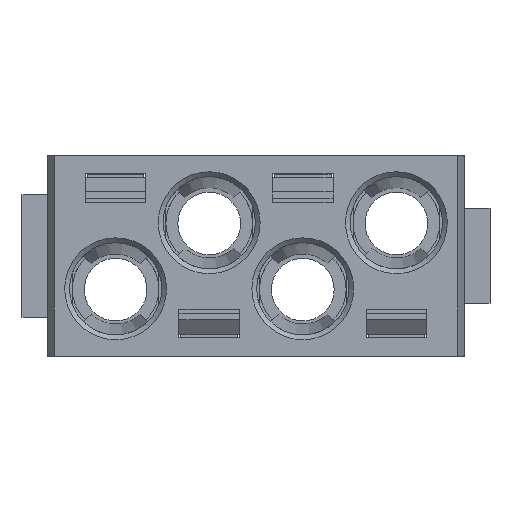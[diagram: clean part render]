
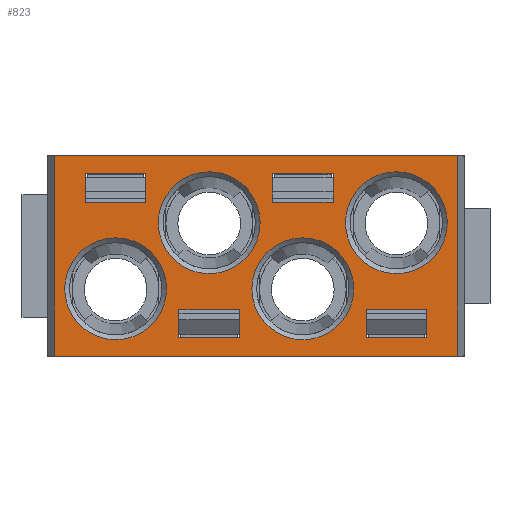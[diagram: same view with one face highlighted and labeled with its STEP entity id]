
A CAD part, top view. The second image highlights one B-rep face of the part: STEP entity #823.
In plain terms, the highlighted planar face has unit normal (0, 0, 1).
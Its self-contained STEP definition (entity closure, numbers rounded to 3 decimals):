
#216=FACE_BOUND('',#1862,.T.);
#217=FACE_BOUND('',#1863,.T.);
#218=FACE_BOUND('',#1864,.T.);
#219=FACE_BOUND('',#1865,.T.);
#220=FACE_BOUND('',#1866,.T.);
#221=FACE_BOUND('',#1867,.T.);
#222=FACE_BOUND('',#1868,.T.);
#223=FACE_BOUND('',#1869,.T.);
#224=FACE_BOUND('',#1870,.T.);
#558=CIRCLE('',#7547,3.7);
#559=CIRCLE('',#7548,3.7);
#560=CIRCLE('',#7549,3.7);
#561=CIRCLE('',#7550,3.7);
#823=ADVANCED_FACE('',(#216,#217,#218,#219,#220,#221,#222,#223,#224),#1135,
 .T.);
#1135=PLANE('',#7551);
#1862=EDGE_LOOP('',(#3412));
#1863=EDGE_LOOP('',(#3413));
#1864=EDGE_LOOP('',(#3414));
#1865=EDGE_LOOP('',(#3415));
#1866=EDGE_LOOP('',(#3416,#3417,#3418,#3419));
#1867=EDGE_LOOP('',(#3420,#3421,#3422,#3423));
#1868=EDGE_LOOP('',(#3424,#3425,#3426,#3427));
#1869=EDGE_LOOP('',(#3428,#3429,#3430,#3431));
#1870=EDGE_LOOP('',(#3432,#3433,#3434,#3435));
#3412=ORIENTED_EDGE('',*,*,#5534,.F.);
#3413=ORIENTED_EDGE('',*,*,#5535,.F.);
#3414=ORIENTED_EDGE('',*,*,#5536,.F.);
#3415=ORIENTED_EDGE('',*,*,#5537,.F.);
#3416=ORIENTED_EDGE('',*,*,#4911,.F.);
#3417=ORIENTED_EDGE('',*,*,#5529,.F.);
#3418=ORIENTED_EDGE('',*,*,#4857,.F.);
#3419=ORIENTED_EDGE('',*,*,#5532,.F.);
#3420=ORIENTED_EDGE('',*,*,#5538,.T.);
#3421=ORIENTED_EDGE('',*,*,#5526,.T.);
#3422=ORIENTED_EDGE('',*,*,#5539,.T.);
#3423=ORIENTED_EDGE('',*,*,#5540,.T.);
#3424=ORIENTED_EDGE('',*,*,#5541,.T.);
#3425=ORIENTED_EDGE('',*,*,#5542,.T.);
#3426=ORIENTED_EDGE('',*,*,#5543,.T.);
#3427=ORIENTED_EDGE('',*,*,#5544,.T.);
#3428=ORIENTED_EDGE('',*,*,#5545,.F.);
#3429=ORIENTED_EDGE('',*,*,#5546,.F.);
#3430=ORIENTED_EDGE('',*,*,#5547,.F.);
#3431=ORIENTED_EDGE('',*,*,#5548,.F.);
#3432=ORIENTED_EDGE('',*,*,#5549,.F.);
#3433=ORIENTED_EDGE('',*,*,#5550,.F.);
#3434=ORIENTED_EDGE('',*,*,#5551,.F.);
#3435=ORIENTED_EDGE('',*,*,#5552,.F.);
#4176=VERTEX_POINT('',#9787);
#4177=VERTEX_POINT('',#9789);
#4220=VERTEX_POINT('',#9930);
#4221=VERTEX_POINT('',#9932);
#4635=VERTEX_POINT('',#11387);
#4636=VERTEX_POINT('',#11389);
#4637=VERTEX_POINT('',#11413);
#4638=VERTEX_POINT('',#11415);
#4639=VERTEX_POINT('',#11417);
#4640=VERTEX_POINT('',#11419);
#4641=VERTEX_POINT('',#11421);
#4642=VERTEX_POINT('',#11423);
#4643=VERTEX_POINT('',#11426);
#4644=VERTEX_POINT('',#11427);
#4645=VERTEX_POINT('',#11429);
#4646=VERTEX_POINT('',#11431);
#4647=VERTEX_POINT('',#11434);
#4648=VERTEX_POINT('',#11435);
#4649=VERTEX_POINT('',#11437);
#4650=VERTEX_POINT('',#11439);
#4651=VERTEX_POINT('',#11442);
#4652=VERTEX_POINT('',#11443);
#4653=VERTEX_POINT('',#11445);
#4654=VERTEX_POINT('',#11447);
#4857=EDGE_CURVE('',#4176,#4177,#5867,.T.);
#4911=EDGE_CURVE('',#4220,#4221,#5906,.T.);
#5526=EDGE_CURVE('',#4636,#4635,#6299,.T.);
#5529=EDGE_CURVE('',#4177,#4220,#6301,.T.);
#5532=EDGE_CURVE('',#4221,#4176,#6302,.T.);
#5534=EDGE_CURVE('',#4637,#4637,#558,.T.);
#5535=EDGE_CURVE('',#4638,#4638,#559,.T.);
#5536=EDGE_CURVE('',#4639,#4639,#560,.T.);
#5537=EDGE_CURVE('',#4640,#4640,#561,.T.);
#5538=EDGE_CURVE('',#4641,#4636,#6303,.T.);
#5539=EDGE_CURVE('',#4635,#4642,#6304,.T.);
#5540=EDGE_CURVE('',#4642,#4641,#6305,.T.);
#5541=EDGE_CURVE('',#4643,#4644,#6306,.T.);
#5542=EDGE_CURVE('',#4644,#4645,#6307,.T.);
#5543=EDGE_CURVE('',#4645,#4646,#6308,.T.);
#5544=EDGE_CURVE('',#4646,#4643,#6309,.T.);
#5545=EDGE_CURVE('',#4647,#4648,#6310,.T.);
#5546=EDGE_CURVE('',#4649,#4647,#6311,.T.);
#5547=EDGE_CURVE('',#4650,#4649,#6312,.T.);
#5548=EDGE_CURVE('',#4648,#4650,#6313,.T.);
#5549=EDGE_CURVE('',#4651,#4652,#6314,.T.);
#5550=EDGE_CURVE('',#4653,#4651,#6315,.T.);
#5551=EDGE_CURVE('',#4654,#4653,#6316,.T.);
#5552=EDGE_CURVE('',#4652,#4654,#6317,.T.);
#5867=LINE('',#9788,#6549);
#5906=LINE('',#9931,#6588);
#6299=LINE('',#11388,#6981);
#6301=LINE('',#11396,#6983);
#6302=LINE('',#11406,#6984);
#6303=LINE('',#11420,#6985);
#6304=LINE('',#11422,#6986);
#6305=LINE('',#11424,#6987);
#6306=LINE('',#11425,#6988);
#6307=LINE('',#11428,#6989);
#6308=LINE('',#11430,#6990);
#6309=LINE('',#11432,#6991);
#6310=LINE('',#11433,#6992);
#6311=LINE('',#11436,#6993);
#6312=LINE('',#11438,#6994);
#6313=LINE('',#11440,#6995);
#6314=LINE('',#11441,#6996);
#6315=LINE('',#11444,#6997);
#6316=LINE('',#11446,#6998);
#6317=LINE('',#11448,#6999);
#6549=VECTOR('',#7826,1.);
#6588=VECTOR('',#7869,1.);
#6981=VECTOR('',#9004,1.);
#6983=VECTOR('',#9008,1.);
#6984=VECTOR('',#9011,1.);
#6985=VECTOR('',#9022,1.);
#6986=VECTOR('',#9023,1.);
#6987=VECTOR('',#9024,1.);
#6988=VECTOR('',#9025,1.);
#6989=VECTOR('',#9026,1.);
#6990=VECTOR('',#9027,1.);
#6991=VECTOR('',#9028,1.);
#6992=VECTOR('',#9029,1.);
#6993=VECTOR('',#9030,1.);
#6994=VECTOR('',#9031,1.);
#6995=VECTOR('',#9032,1.);
#6996=VECTOR('',#9033,1.);
#6997=VECTOR('',#9034,1.);
#6998=VECTOR('',#9035,1.);
#6999=VECTOR('',#9036,1.);
#7547=AXIS2_PLACEMENT_3D('',#11412,#9014,#9015);
#7548=AXIS2_PLACEMENT_3D('',#11414,#9016,#9017);
#7549=AXIS2_PLACEMENT_3D('',#11416,#9018,#9019);
#7550=AXIS2_PLACEMENT_3D('',#11418,#9020,#9021);
#7551=AXIS2_PLACEMENT_3D('',#11449,#9037,#9038);
#7826=DIRECTION('',(-1.,0.,0.));
#7869=DIRECTION('',(1.,0.,0.));
#9004=DIRECTION('',(1.,0.,0.));
#9008=DIRECTION('',(0.,1.,0.));
#9011=DIRECTION('',(0.,-1.,0.));
#9014=DIRECTION('',(0.,0.,1.));
#9015=DIRECTION('',(1.,0.,0.));
#9016=DIRECTION('',(0.,0.,1.));
#9017=DIRECTION('',(1.,0.,0.));
#9018=DIRECTION('',(0.,0.,1.));
#9019=DIRECTION('',(1.,0.,0.));
#9020=DIRECTION('',(0.,0.,1.));
#9021=DIRECTION('',(1.,0.,0.));
#9022=DIRECTION('',(0.,1.,0.));
#9023=DIRECTION('',(0.,-1.,0.));
#9024=DIRECTION('',(-1.,0.,0.));
#9025=DIRECTION('',(0.,1.,0.));
#9026=DIRECTION('',(1.,0.,0.));
#9027=DIRECTION('',(0.,-1.,0.));
#9028=DIRECTION('',(-1.,0.,0.));
#9029=DIRECTION('',(1.,0.,0.));
#9030=DIRECTION('',(0.,-1.,0.));
#9031=DIRECTION('',(-1.,0.,0.));
#9032=DIRECTION('',(0.,1.,0.));
#9033=DIRECTION('',(0.,1.,0.));
#9034=DIRECTION('',(1.,0.,0.));
#9035=DIRECTION('',(0.,-1.,0.));
#9036=DIRECTION('',(-1.,0.,0.));
#9037=DIRECTION('',(0.,0.,1.));
#9038=DIRECTION('',(1.,0.,0.));
#9787=CARTESIAN_POINT('',(11.274,-9.982,64.5));
#9788=CARTESIAN_POINT('',(-17.962,-9.982,64.5));
#9789=CARTESIAN_POINT('',(-18.026,-9.982,64.5));
#9930=CARTESIAN_POINT('',(-18.026,4.618,64.5));
#9931=CARTESIAN_POINT('',(11.211,4.618,64.5));
#9932=CARTESIAN_POINT('',(11.274,4.618,64.5));
#11387=CARTESIAN_POINT('',(2.224,3.268,64.5));
#11388=CARTESIAN_POINT('',(-2.176,3.268,64.5));
#11389=CARTESIAN_POINT('',(-2.176,3.268,64.5));
#11396=CARTESIAN_POINT('',(-18.026,-9.782,64.5));
#11406=CARTESIAN_POINT('',(11.274,-9.782,64.5));
#11412=CARTESIAN_POINT('',(6.824,-0.282,64.5));
#11413=CARTESIAN_POINT('',(10.524,-0.282,64.5));
#11414=CARTESIAN_POINT('',(0.024,-5.082,64.5));
#11415=CARTESIAN_POINT('',(3.724,-5.082,64.5));
#11416=CARTESIAN_POINT('',(-6.776,-0.282,64.5));
#11417=CARTESIAN_POINT('',(-3.076,-0.282,64.5));
#11418=CARTESIAN_POINT('',(-13.576,-5.082,64.5));
#11419=CARTESIAN_POINT('',(-9.876,-5.082,64.5));
#11420=CARTESIAN_POINT('',(-2.176,1.218,64.5));
#11421=CARTESIAN_POINT('',(-2.176,1.218,64.5));
#11422=CARTESIAN_POINT('',(2.224,3.268,64.5));
#11423=CARTESIAN_POINT('',(2.224,1.218,64.5));
#11424=CARTESIAN_POINT('',(2.224,1.218,64.5));
#11425=CARTESIAN_POINT('',(-8.976,-8.632,64.5));
#11426=CARTESIAN_POINT('',(-8.976,-8.632,64.5));
#11427=CARTESIAN_POINT('',(-8.976,-6.582,64.5));
#11428=CARTESIAN_POINT('',(-8.976,-6.582,64.5));
#11429=CARTESIAN_POINT('',(-4.576,-6.582,64.5));
#11430=CARTESIAN_POINT('',(-4.576,-6.582,64.5));
#11431=CARTESIAN_POINT('',(-4.576,-8.632,64.5));
#11432=CARTESIAN_POINT('',(-4.576,-8.632,64.5));
#11433=CARTESIAN_POINT('',(-15.776,1.218,64.5));
#11434=CARTESIAN_POINT('',(-15.776,1.218,64.5));
#11435=CARTESIAN_POINT('',(-11.376,1.218,64.5));
#11436=CARTESIAN_POINT('',(-15.776,3.268,64.5));
#11437=CARTESIAN_POINT('',(-15.776,3.268,64.5));
#11438=CARTESIAN_POINT('',(-11.376,3.268,64.5));
#11439=CARTESIAN_POINT('',(-11.376,3.268,64.5));
#11440=CARTESIAN_POINT('',(-11.376,1.218,64.5));
#11441=CARTESIAN_POINT('',(9.024,-8.632,64.5));
#11442=CARTESIAN_POINT('',(9.024,-8.632,64.5));
#11443=CARTESIAN_POINT('',(9.024,-6.582,64.5));
#11444=CARTESIAN_POINT('',(4.624,-8.632,64.5));
#11445=CARTESIAN_POINT('',(4.624,-8.632,64.5));
#11446=CARTESIAN_POINT('',(4.624,-6.582,64.5));
#11447=CARTESIAN_POINT('',(4.624,-6.582,64.5));
#11448=CARTESIAN_POINT('',(9.024,-6.582,64.5));
#11449=CARTESIAN_POINT('',(11.574,-9.782,64.5));
